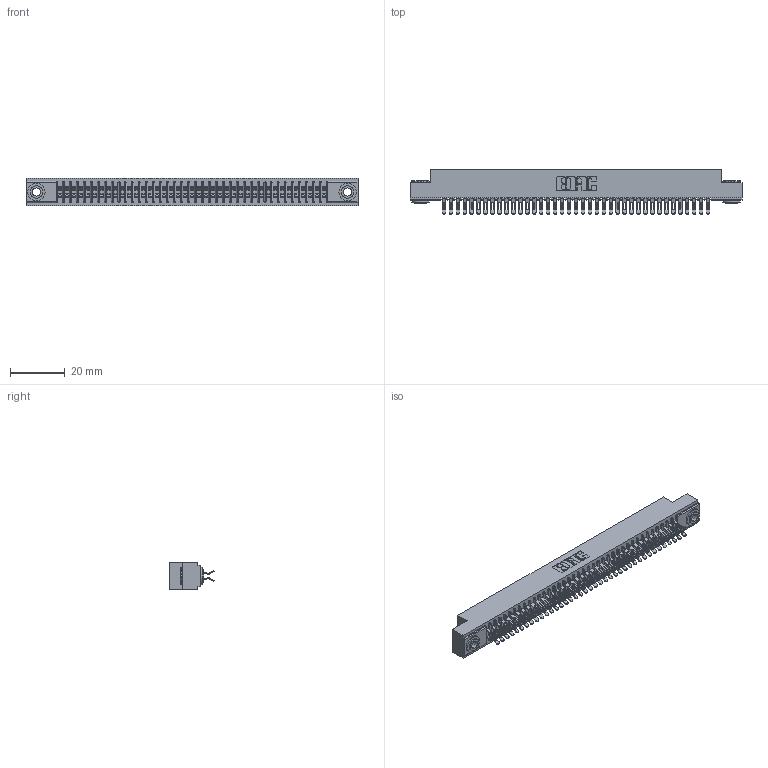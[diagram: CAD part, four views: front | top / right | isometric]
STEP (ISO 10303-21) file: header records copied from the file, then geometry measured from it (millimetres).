
FILE_DESCRIPTION (( 'STEP AP203' ), '1' );
FILE_NAME ('341-078-555-203.STEP', '2018-08-07T21:22:23', ( '' ), ( '' ), 'SwSTEP 2.0', 'SolidWorks 2016', '' );
FILE_SCHEMA (( 'CONFIG_CONTROL_DESIGN' ));
Length unit declared in the file: inch
Products named in the file (4): 341-292-001_341-292-155; 345-250-002_345-250-002-102; 341-078-555-203; 341 Part_.156 (3.96) Dia Mounting Holes
Assembly tree (81 placements, depth 2):
  341-078-555-203
    341 Part_.156 (3.96) Dia Mounting Holes
    341-292-001_341-292-155  x78
    345-250-002_345-250-002-102  x2
Bounding box: 121.28 x 16.31 x 10.16 mm (x, y, z)
Volume: 9054.1 mm3; surface area: 16858.3 mm2
Topology: 81 solids, 81 shells, 6252 faces, 18641 edges, 12134 vertices
Faces by surface type: plane 3368, cylinder 2720, sphere 80, torus 76, cone 8
Entity records: 49133 total; most frequent: CARTESIAN_POINT 8164, ORIENTED_EDGE 8094, DIRECTION 7931, EDGE_CURVE 4047, VECTOR 3241, LINE 3241, VERTEX_POINT 2562, AXIS2_PLACEMENT_3D 2345
